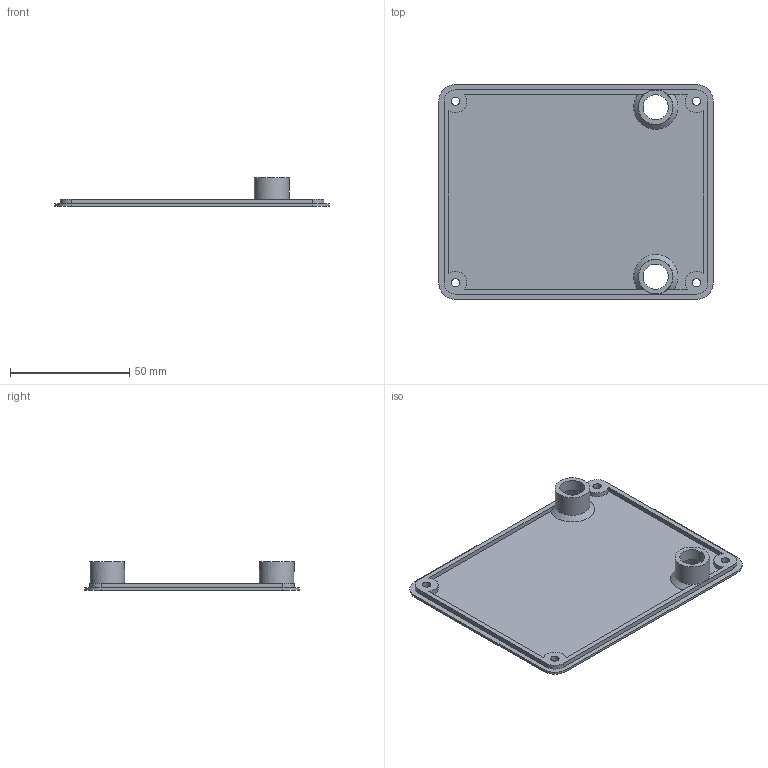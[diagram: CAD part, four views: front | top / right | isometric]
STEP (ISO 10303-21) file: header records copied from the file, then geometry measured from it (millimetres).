
FILE_DESCRIPTION(/* description */ (''),/* implementation_level */ '2;1');
FILE_NAME(/* name */ 'MainCaseTop v7.step',/* time_stamp */ '2023-10-03T09:15:08+02:00',/* author */ (''),/* organization */ (''),/* preprocessor_version */ 'ST-DEVELOPER v20',/* originating_system */ 'Autodesk Translation Framework v12.14.0.127',/* authorisation */ '');
FILE_SCHEMA (('AUTOMOTIVE_DESIGN { 1 0 10303 214 3 1 1 }'));
Length unit declared in the file: millimetre
Products named in the file (1): MainCaseTop
Bounding box: 115 x 90 x 12 mm (x, y, z)
Volume: 13227.4 mm3; surface area: 23820.7 mm2
Topology: 1 solids, 1 shells, 44 faces, 116 edges, 76 vertices
Faces by surface type: plane 20, cylinder 20, cone 4
Full cylindrical faces by diameter (mm): 3.5 x4, 10.5 x2, 14.5 x2
Entity records: 1431 total; most frequent: DIRECTION 252, CARTESIAN_POINT 245, ORIENTED_EDGE 232, EDGE_CURVE 116, AXIS2_PLACEMENT_3D 95, VERTEX_POINT 76, LINE 62, VECTOR 62
